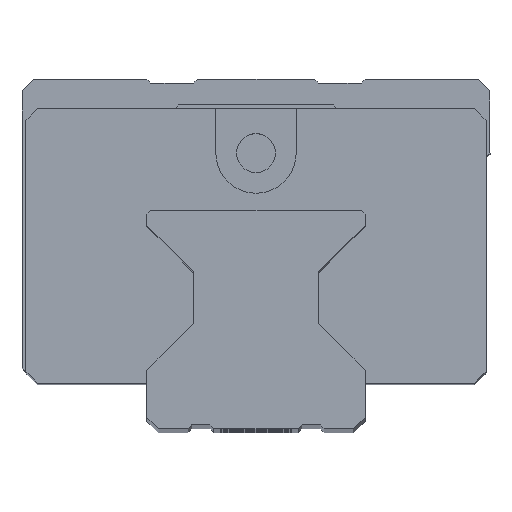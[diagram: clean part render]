
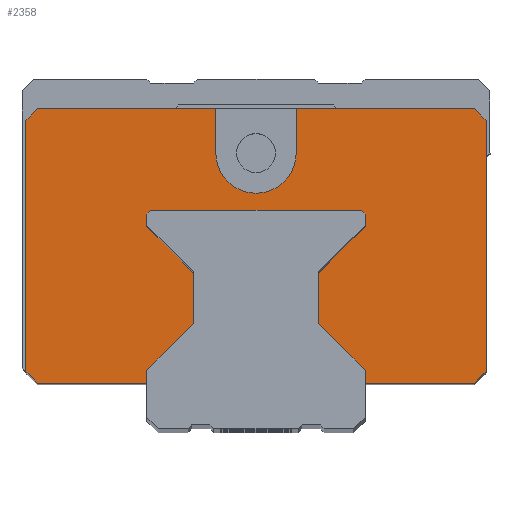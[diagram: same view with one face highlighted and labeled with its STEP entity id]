
A CAD part, top view. The second image highlights one B-rep face of the part: STEP entity #2358.
In plain terms, the highlighted planar face has unit normal (0, 0, 1).
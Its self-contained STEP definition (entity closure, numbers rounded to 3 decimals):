
#329=DIRECTION('',(-1.,0.,0.));
#330=VECTOR('',#329,22.85);
#331=CARTESIAN_POINT('',(-5.15,41.2,54.9));
#332=LINE('',#331,#330);
#341=DIRECTION('',(-1.,0.,0.));
#342=VECTOR('',#341,22.85);
#343=CARTESIAN_POINT('',(28.,41.2,54.9));
#344=LINE('',#343,#342);
#394=DIRECTION('',(0.,-1.,0.));
#395=VECTOR('',#394,5.7);
#396=CARTESIAN_POINT('',(-5.15,41.2,54.9));
#397=LINE('',#396,#395);
#398=CARTESIAN_POINT('',(0.,35.5,54.9));
#399=DIRECTION('',(0.,0.,1.));
#400=DIRECTION('',(-1.,0.,0.));
#401=AXIS2_PLACEMENT_3D('',#398,#399,#400);
#403=DIRECTION('',(0.,-1.,0.));
#404=VECTOR('',#403,5.7);
#405=CARTESIAN_POINT('',(5.15,41.2,54.9));
#406=LINE('',#405,#404);
#407=DIRECTION('',(-0.707,0.707,0.));
#408=VECTOR('',#407,2.121);
#409=CARTESIAN_POINT('',(29.5,39.7,54.9));
#410=LINE('',#409,#408);
#411=DIRECTION('',(0.,1.,0.));
#412=VECTOR('',#411,32.2);
#413=CARTESIAN_POINT('',(29.5,7.5,54.9));
#414=LINE('',#413,#412);
#415=DIRECTION('',(0.707,0.707,0.));
#416=VECTOR('',#415,2.121);
#417=CARTESIAN_POINT('',(28.,6.,54.9));
#418=LINE('',#417,#416);
#419=DIRECTION('',(1.,0.,0.));
#420=VECTOR('',#419,14.);
#421=CARTESIAN_POINT('',(14.,6.,54.9));
#422=LINE('',#421,#420);
#423=DIRECTION('',(0.,-1.,0.));
#424=VECTOR('',#423,1.5);
#425=CARTESIAN_POINT('',(14.,7.5,54.9));
#426=LINE('',#425,#424);
#427=DIRECTION('',(0.707,-0.707,0.));
#428=VECTOR('',#427,8.485);
#429=CARTESIAN_POINT('',(8.,13.5,54.9));
#430=LINE('',#429,#428);
#431=DIRECTION('',(0.,-1.,0.));
#432=VECTOR('',#431,6.6);
#433=CARTESIAN_POINT('',(8.,20.1,54.9));
#434=LINE('',#433,#432);
#435=DIRECTION('',(-0.707,-0.707,0.));
#436=VECTOR('',#435,8.485);
#437=CARTESIAN_POINT('',(14.,26.1,54.9));
#438=LINE('',#437,#436);
#439=DIRECTION('',(0.,-1.,0.));
#440=VECTOR('',#439,1.4);
#441=CARTESIAN_POINT('',(14.,27.5,54.9));
#442=LINE('',#441,#440);
#443=DIRECTION('',(0.707,-0.707,0.));
#444=VECTOR('',#443,0.707);
#445=CARTESIAN_POINT('',(13.5,28.,54.9));
#446=LINE('',#445,#444);
#447=DIRECTION('',(1.,0.,0.));
#448=VECTOR('',#447,27.);
#449=CARTESIAN_POINT('',(-13.5,28.,54.9));
#450=LINE('',#449,#448);
#451=DIRECTION('',(0.707,0.707,0.));
#452=VECTOR('',#451,0.707);
#453=CARTESIAN_POINT('',(-14.,27.5,54.9));
#454=LINE('',#453,#452);
#455=DIRECTION('',(0.,1.,0.));
#456=VECTOR('',#455,1.4);
#457=CARTESIAN_POINT('',(-14.,26.1,54.9));
#458=LINE('',#457,#456);
#459=DIRECTION('',(-0.707,0.707,0.));
#460=VECTOR('',#459,8.485);
#461=CARTESIAN_POINT('',(-8.,20.1,54.9));
#462=LINE('',#461,#460);
#463=DIRECTION('',(0.,1.,0.));
#464=VECTOR('',#463,6.6);
#465=CARTESIAN_POINT('',(-8.,13.5,54.9));
#466=LINE('',#465,#464);
#467=DIRECTION('',(0.707,0.707,0.));
#468=VECTOR('',#467,8.485);
#469=CARTESIAN_POINT('',(-14.,7.5,54.9));
#470=LINE('',#469,#468);
#471=DIRECTION('',(0.,1.,0.));
#472=VECTOR('',#471,1.5);
#473=CARTESIAN_POINT('',(-14.,6.,54.9));
#474=LINE('',#473,#472);
#475=DIRECTION('',(1.,0.,0.));
#476=VECTOR('',#475,14.);
#477=CARTESIAN_POINT('',(-28.,6.,54.9));
#478=LINE('',#477,#476);
#479=DIRECTION('',(0.707,-0.707,0.));
#480=VECTOR('',#479,2.121);
#481=CARTESIAN_POINT('',(-29.5,7.5,54.9));
#482=LINE('',#481,#480);
#483=DIRECTION('',(0.,-1.,0.));
#484=VECTOR('',#483,32.2);
#485=CARTESIAN_POINT('',(-29.5,39.7,54.9));
#486=LINE('',#485,#484);
#487=DIRECTION('',(-0.707,-0.707,0.));
#488=VECTOR('',#487,2.121);
#489=CARTESIAN_POINT('',(-28.,41.2,54.9));
#490=LINE('',#489,#488);
#1465=CARTESIAN_POINT('',(-29.5,7.5,54.9));
#1466=CARTESIAN_POINT('',(-28.,6.,54.9));
#1467=VERTEX_POINT('',#1465);
#1468=VERTEX_POINT('',#1466);
#1469=CARTESIAN_POINT('',(-14.,6.,54.9));
#1470=VERTEX_POINT('',#1469);
#1471=CARTESIAN_POINT('',(-14.,7.5,54.9));
#1472=VERTEX_POINT('',#1471);
#1473=CARTESIAN_POINT('',(-8.,13.5,54.9));
#1474=VERTEX_POINT('',#1473);
#1475=CARTESIAN_POINT('',(-8.,20.1,54.9));
#1476=VERTEX_POINT('',#1475);
#1477=CARTESIAN_POINT('',(-14.,26.1,54.9));
#1478=VERTEX_POINT('',#1477);
#1479=CARTESIAN_POINT('',(-14.,27.5,54.9));
#1480=VERTEX_POINT('',#1479);
#1481=CARTESIAN_POINT('',(-13.5,28.,54.9));
#1482=VERTEX_POINT('',#1481);
#1483=CARTESIAN_POINT('',(13.5,28.,54.9));
#1484=VERTEX_POINT('',#1483);
#1485=CARTESIAN_POINT('',(14.,27.5,54.9));
#1486=VERTEX_POINT('',#1485);
#1487=CARTESIAN_POINT('',(14.,26.1,54.9));
#1488=VERTEX_POINT('',#1487);
#1489=CARTESIAN_POINT('',(8.,20.1,54.9));
#1490=VERTEX_POINT('',#1489);
#1491=CARTESIAN_POINT('',(8.,13.5,54.9));
#1492=VERTEX_POINT('',#1491);
#1493=CARTESIAN_POINT('',(14.,7.5,54.9));
#1494=VERTEX_POINT('',#1493);
#1495=CARTESIAN_POINT('',(14.,6.,54.9));
#1496=VERTEX_POINT('',#1495);
#1497=CARTESIAN_POINT('',(28.,6.,54.9));
#1498=VERTEX_POINT('',#1497);
#1499=CARTESIAN_POINT('',(29.5,7.5,54.9));
#1500=VERTEX_POINT('',#1499);
#1501=CARTESIAN_POINT('',(29.5,39.7,54.9));
#1502=VERTEX_POINT('',#1501);
#1503=CARTESIAN_POINT('',(28.,41.2,54.9));
#1504=VERTEX_POINT('',#1503);
#1505=CARTESIAN_POINT('',(-28.,41.2,54.9));
#1506=CARTESIAN_POINT('',(-29.5,39.7,54.9));
#1507=VERTEX_POINT('',#1505);
#1508=VERTEX_POINT('',#1506);
#1665=CARTESIAN_POINT('',(-5.15,41.2,54.9));
#1666=CARTESIAN_POINT('',(-5.15,35.5,54.9));
#1667=VERTEX_POINT('',#1665);
#1668=VERTEX_POINT('',#1666);
#1669=CARTESIAN_POINT('',(5.15,35.5,54.9));
#1670=VERTEX_POINT('',#1669);
#1671=CARTESIAN_POINT('',(5.15,41.2,54.9));
#1672=VERTEX_POINT('',#1671);
#2321=CARTESIAN_POINT('',(0.,0.,54.9));
#2322=DIRECTION('',(0.,0.,1.));
#2323=DIRECTION('',(1.,0.,0.));
#2324=AXIS2_PLACEMENT_3D('',#2321,#2322,#2323);
#2325=PLANE('',#2324);
#2327=ORIENTED_EDGE('',*,*,#2326,.T.);
#2329=ORIENTED_EDGE('',*,*,#2328,.T.);
#2330=ORIENTED_EDGE('',*,*,#2312,.F.);
#2331=ORIENTED_EDGE('',*,*,#2250,.F.);
#2332=ORIENTED_EDGE('',*,*,#2221,.F.);
#2333=ORIENTED_EDGE('',*,*,#1844,.F.);
#2334=ORIENTED_EDGE('',*,*,#1879,.F.);
#2335=ORIENTED_EDGE('',*,*,#1894,.F.);
#2336=ORIENTED_EDGE('',*,*,#1909,.F.);
#2337=ORIENTED_EDGE('',*,*,#1924,.F.);
#2338=ORIENTED_EDGE('',*,*,#1939,.F.);
#2339=ORIENTED_EDGE('',*,*,#1954,.F.);
#2340=ORIENTED_EDGE('',*,*,#1969,.F.);
#2341=ORIENTED_EDGE('',*,*,#1984,.F.);
#2342=ORIENTED_EDGE('',*,*,#1999,.F.);
#2343=ORIENTED_EDGE('',*,*,#2026,.F.);
#2344=ORIENTED_EDGE('',*,*,#2041,.F.);
#2345=ORIENTED_EDGE('',*,*,#2056,.F.);
#2346=ORIENTED_EDGE('',*,*,#2071,.F.);
#2347=ORIENTED_EDGE('',*,*,#2086,.F.);
#2348=ORIENTED_EDGE('',*,*,#2101,.F.);
#2349=ORIENTED_EDGE('',*,*,#2116,.F.);
#2350=ORIENTED_EDGE('',*,*,#2133,.F.);
#2352=ORIENTED_EDGE('',*,*,#2351,.F.);
#2354=ORIENTED_EDGE('',*,*,#2353,.F.);
#2355=ORIENTED_EDGE('',*,*,#2237,.F.);
#2356=EDGE_LOOP('',(#2327,#2329,#2330,#2331,#2332,#2333,#2334,#2335,#2336,#2337,
#2338,#2339,#2340,#2341,#2342,#2343,#2344,#2345,#2346,#2347,#2348,#2349,#2350,
#2352,#2354,#2355));
#2357=FACE_OUTER_BOUND('',#2356,.F.);
#2358=ADVANCED_FACE('',(#2357),#2325,.T.);
#402=CIRCLE('',#401,5.15);
#1844=EDGE_CURVE('',#1500,#1502,#414,.T.);
#1879=EDGE_CURVE('',#1498,#1500,#418,.T.);
#1894=EDGE_CURVE('',#1496,#1498,#422,.T.);
#1909=EDGE_CURVE('',#1494,#1496,#426,.T.);
#1924=EDGE_CURVE('',#1492,#1494,#430,.T.);
#1939=EDGE_CURVE('',#1490,#1492,#434,.T.);
#1954=EDGE_CURVE('',#1488,#1490,#438,.T.);
#1969=EDGE_CURVE('',#1486,#1488,#442,.T.);
#1984=EDGE_CURVE('',#1484,#1486,#446,.T.);
#1999=EDGE_CURVE('',#1482,#1484,#450,.T.);
#2026=EDGE_CURVE('',#1480,#1482,#454,.T.);
#2041=EDGE_CURVE('',#1478,#1480,#458,.T.);
#2056=EDGE_CURVE('',#1476,#1478,#462,.T.);
#2071=EDGE_CURVE('',#1474,#1476,#466,.T.);
#2086=EDGE_CURVE('',#1472,#1474,#470,.T.);
#2101=EDGE_CURVE('',#1470,#1472,#474,.T.);
#2116=EDGE_CURVE('',#1468,#1470,#478,.T.);
#2133=EDGE_CURVE('',#1467,#1468,#482,.T.);
#2221=EDGE_CURVE('',#1502,#1504,#410,.T.);
#2237=EDGE_CURVE('',#1667,#1507,#332,.T.);
#2250=EDGE_CURVE('',#1504,#1672,#344,.T.);
#2312=EDGE_CURVE('',#1672,#1670,#406,.T.);
#2326=EDGE_CURVE('',#1667,#1668,#397,.T.);
#2328=EDGE_CURVE('',#1668,#1670,#402,.T.);
#2351=EDGE_CURVE('',#1508,#1467,#486,.T.);
#2353=EDGE_CURVE('',#1507,#1508,#490,.T.);
